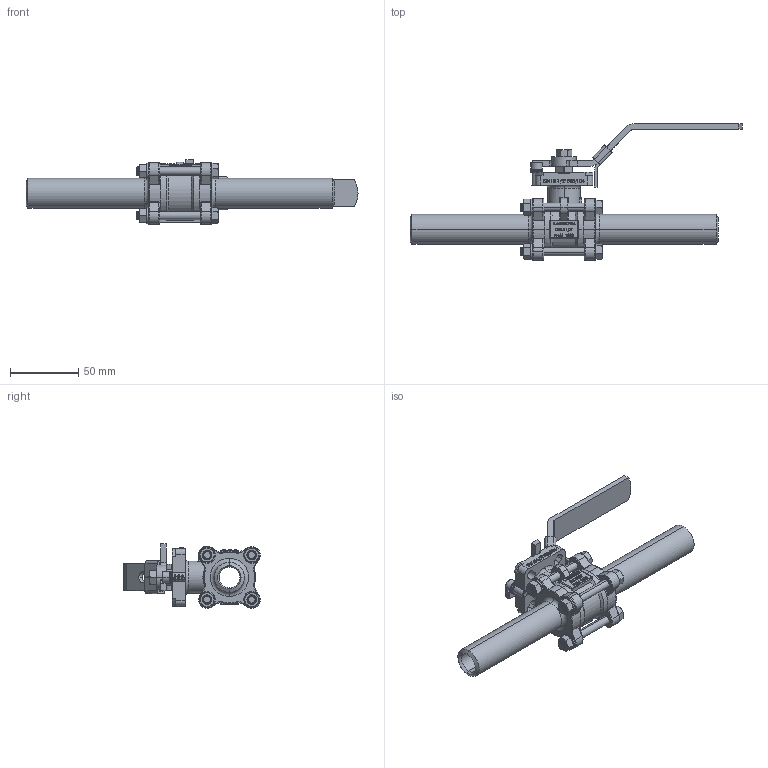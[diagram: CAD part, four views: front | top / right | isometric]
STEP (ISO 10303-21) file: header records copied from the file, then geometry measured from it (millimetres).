
FILE_DESCRIPTION (( 'STEP AP203' ), '1' );
FILE_NAME ('²Õ¦X¥óC(¥[ªø¹ï²k).STEP', '2018-02-22T10:00:59', ( '' ), ( '' ), 'SwSTEP 2.0', 'SolidWorks 2014', '' );
FILE_SCHEMA (( 'CONFIG_CONTROL_DESIGN' ));
Length unit declared in the file: millimetre
Products named in the file (23): C-34C016-S00; 組合件C(加長對焊); G-34A1150; E-34A0461; G-25A3060; G-10B1940(公制M6螺帽); F-25C0361; G-B1DA340; G-10B2640; T-34A07C0; G-B3CA440; T-52C08G0; T-35C05C1; G-10A2640; T-34A08T0; T-35A06C1; M-25A2140(掛鎖); G-34A2540; G-35A1840; M-25A2140; T-34A07G0; D-34C66X0(DIN3239 加長對焊); G-34A2740
Assembly tree (44 placements, depth 2):
  組合件C(加長對焊)
    C-34C016-S00
    E-34A0461
    F-25C0361
    T-34A07C0  x2
    T-35C05C1  x2
    T-35A06C1  x2
    G-35A1840  x4
    G-10B1940(公制M6螺帽)  x4
    G-10B2640  x4
    T-52C08G0
    T-34A08T0  x4
    G-34A2540  x5
    T-34A07G0
    G-34A2740
    G-34A1150  x2
    G-25A3060
    G-B1DA340
    G-B3CA440
    G-10A2640  x2
    M-25A2140(掛鎖)
    M-25A2140
    D-34C66X0(DIN3239 加長對焊)  x2
Bounding box: 242.5 x 99.71 x 47.01 mm (x, y, z)
Volume: 126637.9 mm3; surface area: 83869.1 mm2
Topology: 44 solids, 44 shells, 1892 faces, 4745 edges, 2958 vertices
Faces by surface type: cylinder 652, plane 610, bspline 266, torus 181, cone 154, sphere 29
Entity records: 62171 total; most frequent: CARTESIAN_POINT 30435, ORIENTED_EDGE 6442, DIRECTION 5251, EDGE_CURVE 3221, VERTEX_POINT 2070, AXIS2_PLACEMENT_3D 1811, LINE 1629, VECTOR 1629
